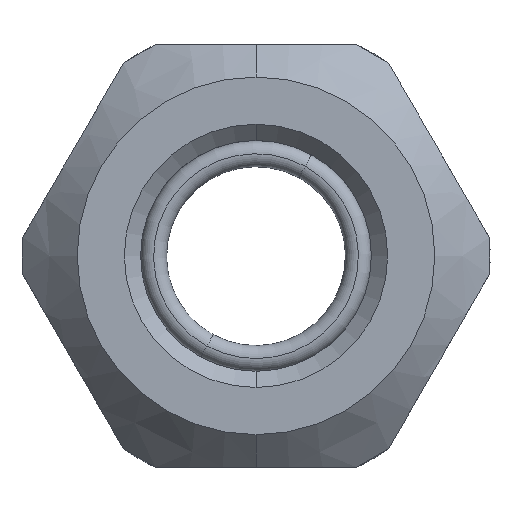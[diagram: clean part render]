
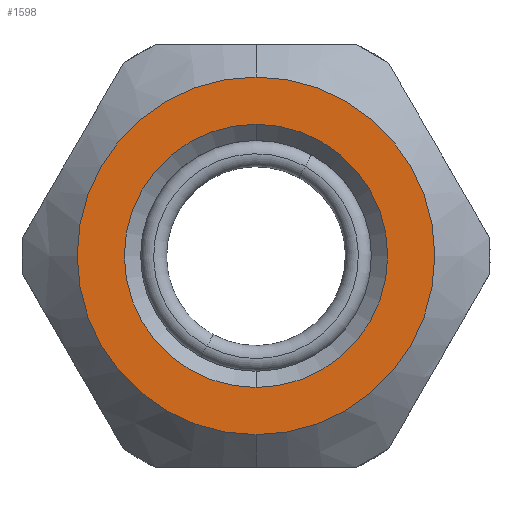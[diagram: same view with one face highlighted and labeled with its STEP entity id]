
A CAD part, top view. The second image highlights one B-rep face of the part: STEP entity #1598.
In plain terms, the highlighted planar face has unit normal (0, 0, 1).
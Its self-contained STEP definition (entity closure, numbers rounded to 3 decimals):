
#1477=AXIS2_PLACEMENT_3D('Circle Axis2P3D',#1475,#1476,$) ;
#1507=AXIS2_PLACEMENT_3D('Circle Axis2P3D',#1505,#1506,$) ;
#1574=AXIS2_PLACEMENT_3D('Plane Axis2P3D',#1571,#1572,#1573) ;
#1582=AXIS2_PLACEMENT_3D('Circle Axis2P3D',#1580,#1581,$) ;
#1591=AXIS2_PLACEMENT_3D('Circle Axis2P3D',#1589,#1590,$) ;
#1472=CARTESIAN_POINT('Vertex',(7.2,12.,12.5)) ;
#1475=CARTESIAN_POINT('Axis2P3D Location',(7.2,6.5,12.5)) ;
#1479=CARTESIAN_POINT('Vertex',(7.2,1.,12.5)) ;
#1505=CARTESIAN_POINT('Axis2P3D Location',(7.2,6.5,12.5)) ;
#1571=CARTESIAN_POINT('Axis2P3D Location',(7.2,11.275,12.5)) ;
#1580=CARTESIAN_POINT('Axis2P3D Location',(7.2,6.5,12.5)) ;
#1584=CARTESIAN_POINT('Vertex',(7.2,2.45,12.5)) ;
#1586=CARTESIAN_POINT('Vertex',(7.2,10.55,12.5)) ;
#1589=CARTESIAN_POINT('Axis2P3D Location',(7.2,6.5,12.5)) ;
#1476=DIRECTION('Axis2P3D Direction',(0.,0.,-1.)) ;
#1506=DIRECTION('Axis2P3D Direction',(0.,0.,-1.)) ;
#1572=DIRECTION('Axis2P3D Direction',(0.,0.,1.)) ;
#1573=DIRECTION('Axis2P3D XDirection',(1.,0.,0.)) ;
#1581=DIRECTION('Axis2P3D Direction',(0.,0.,1.)) ;
#1590=DIRECTION('Axis2P3D Direction',(0.,0.,1.)) ;
#1577=ORIENTED_EDGE('',*,*,#1509,.T.) ;
#1578=ORIENTED_EDGE('',*,*,#1481,.T.) ;
#1595=ORIENTED_EDGE('',*,*,#1588,.F.) ;
#1596=ORIENTED_EDGE('',*,*,#1593,.F.) ;
#1597=FACE_BOUND('',#1594,.T.) ;
#1598=ADVANCED_FACE('V2',(#1579,#1597),#1575,.T.) ;
#1478=CIRCLE('generated circle',#1477,5.5) ;
#1508=CIRCLE('generated circle',#1507,5.5) ;
#1583=CIRCLE('generated circle',#1582,4.05) ;
#1592=CIRCLE('generated circle',#1591,4.05) ;
#1481=EDGE_CURVE('',#1480,#1473,#1478,.F.) ;
#1509=EDGE_CURVE('',#1473,#1480,#1508,.F.) ;
#1588=EDGE_CURVE('',#1585,#1587,#1583,.T.) ;
#1593=EDGE_CURVE('',#1587,#1585,#1592,.T.) ;
#1576=EDGE_LOOP('',(#1577,#1578)) ;
#1594=EDGE_LOOP('',(#1595,#1596)) ;
#1579=FACE_OUTER_BOUND('',#1576,.T.) ;
#1575=PLANE('',#1574) ;
#1473=VERTEX_POINT('',#1472) ;
#1480=VERTEX_POINT('',#1479) ;
#1585=VERTEX_POINT('',#1584) ;
#1587=VERTEX_POINT('',#1586) ;
